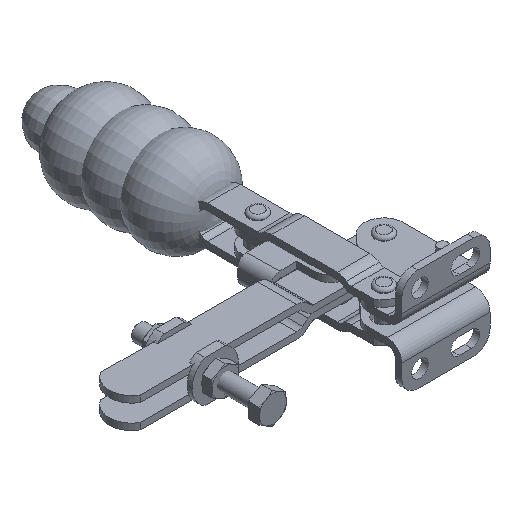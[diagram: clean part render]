
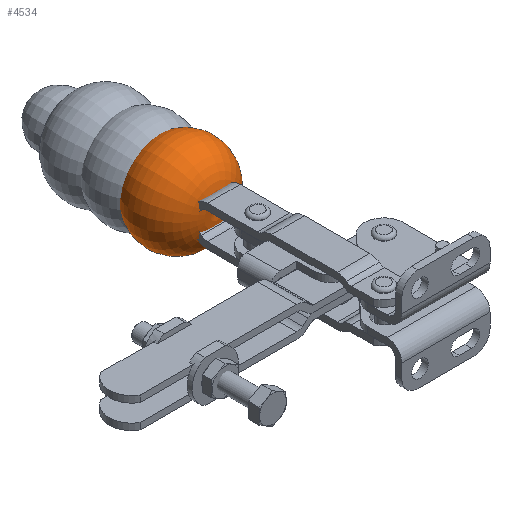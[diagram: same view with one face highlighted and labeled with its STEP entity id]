
A CAD part, isometric view. The second image highlights one B-rep face of the part: STEP entity #4534.
In plain terms, the highlighted toroidal (fillet/blend) face has major radius 4.971 mm and minor radius 17.731 mm.
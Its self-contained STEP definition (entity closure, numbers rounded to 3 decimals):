
#106=DEGENERATE_TOROIDAL_SURFACE('',#5008,4.971,17.731,
 .F.);
#525=CIRCLE('',#5007,10.);
#526=CIRCLE('',#5009,10.);
#960=VERTEX_POINT('',#7542);
#961=VERTEX_POINT('',#7545);
#2219=EDGE_CURVE('',#960,#960,#525,.T.);
#2220=EDGE_CURVE('',#961,#961,#526,.T.);
#3453=ORIENTED_EDGE('',*,*,#2220,.F.);
#3454=ORIENTED_EDGE('',*,*,#2219,.T.);
#3848=EDGE_LOOP('',(#3453));
#3849=EDGE_LOOP('',(#3454));
#4240=FACE_BOUND('',#3848,.T.);
#4241=FACE_BOUND('',#3849,.T.);
#4534=ADVANCED_FACE('',(#4240,#4241),#106,.T.);
#5007=AXIS2_PLACEMENT_3D('',#7541,#6137,#6138);
#5008=AXIS2_PLACEMENT_3D('',#7543,#6139,$);
#5009=AXIS2_PLACEMENT_3D('',#7544,#6140,#6141);
#6137=DIRECTION('',(0.001,-1.,0.));
#6138=DIRECTION('',(0.,0.,-10.));
#6139=DIRECTION('',(0.001,-1.,0.));
#6140=DIRECTION('',(0.001,-1.,0.));
#6141=DIRECTION('',(0.,0.,-10.));
#7541=CARTESIAN_POINT('',(311.112,257.672,-15.525));
#7542=CARTESIAN_POINT('',(311.112,257.672,-25.525));
#7543=CARTESIAN_POINT('',(311.118,248.172,-15.525));
#7544=CARTESIAN_POINT('',(311.123,238.672,-15.525));
#7545=CARTESIAN_POINT('',(311.123,238.672,-25.525));
